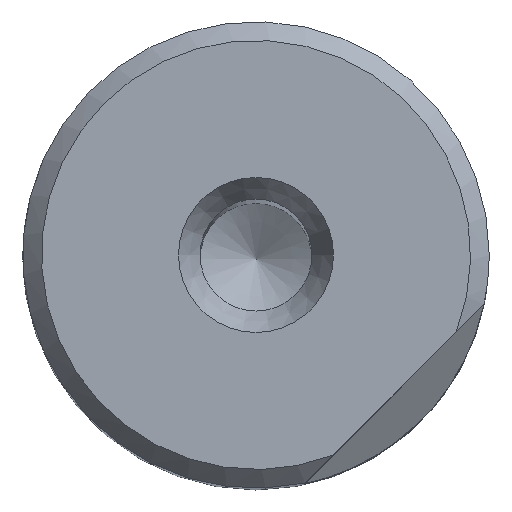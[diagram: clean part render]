
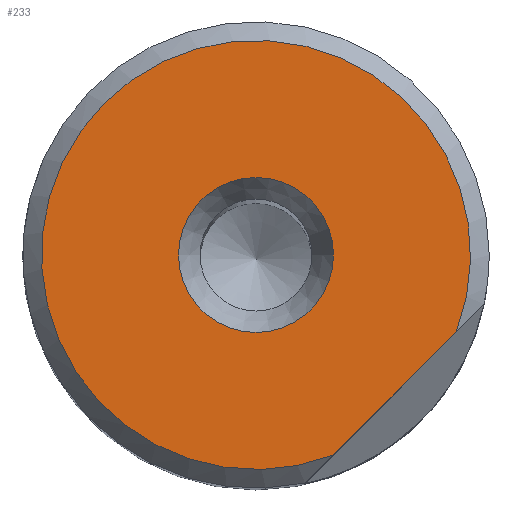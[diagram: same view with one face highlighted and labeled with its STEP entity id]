
A CAD part, top view. The second image highlights one B-rep face of the part: STEP entity #233.
In plain terms, the highlighted planar face has unit normal (0, 0, 1).
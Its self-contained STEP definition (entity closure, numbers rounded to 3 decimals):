
#225=PLANE('',#485);
#233=ADVANCED_FACE('',(#262,#263),#225,.T.);
#262=FACE_BOUND('',#294,.T.);
#263=FACE_BOUND('',#295,.T.);
#294=EDGE_LOOP('',(#356));
#295=EDGE_LOOP('',(#357,#358));
#333=CIRCLE('',#483,4.155);
#334=CIRCLE('',#484,11.5);
#356=ORIENTED_EDGE('',*,*,#440,.T.);
#357=ORIENTED_EDGE('',*,*,#441,.T.);
#358=ORIENTED_EDGE('',*,*,#442,.T.);
#414=VERTEX_POINT('',#629);
#415=VERTEX_POINT('',#631);
#416=VERTEX_POINT('',#632);
#440=EDGE_CURVE('',#414,#414,#333,.T.);
#441=EDGE_CURVE('',#415,#416,#464,.T.);
#442=EDGE_CURVE('',#416,#415,#334,.T.);
#464=LINE('',#630,#472);
#472=VECTOR('',#537,1.);
#483=AXIS2_PLACEMENT_3D('',#628,#535,#536);
#484=AXIS2_PLACEMENT_3D('',#633,#538,#539);
#485=AXIS2_PLACEMENT_3D('',#634,#540,#541);
#535=DIRECTION('',(0.,0.,-1.));
#536=DIRECTION('',(-1.,0.,0.));
#537=DIRECTION('',(0.707,0.707,0.));
#538=DIRECTION('',(0.,0.,1.));
#539=DIRECTION('',(1.,0.,0.));
#540=DIRECTION('',(0.,0.,1.));
#541=DIRECTION('',(1.,0.,0.));
#628=CARTESIAN_POINT('',(0.,0.,56.));
#629=CARTESIAN_POINT('',(-4.155,0.,56.));
#630=CARTESIAN_POINT('',(-3.182,-18.031,56.));
#631=CARTESIAN_POINT('',(4.108,-10.741,56.));
#632=CARTESIAN_POINT('',(10.741,-4.108,56.));
#633=CARTESIAN_POINT('',(0.,0.,56.));
#634=CARTESIAN_POINT('',(0.,0.,56.));
